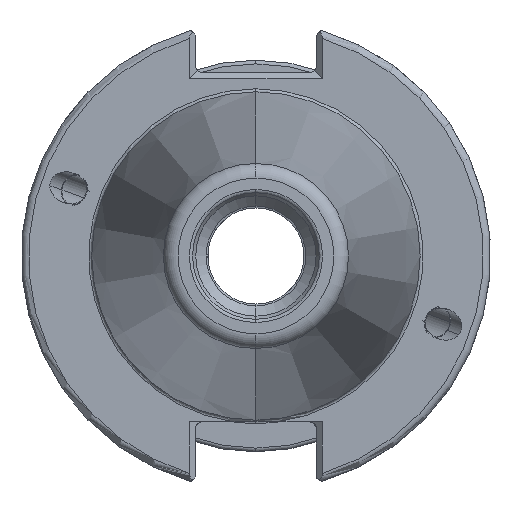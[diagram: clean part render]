
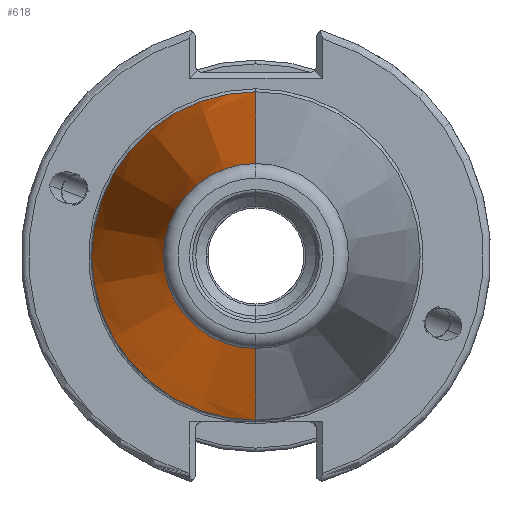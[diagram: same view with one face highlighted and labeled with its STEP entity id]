
A CAD part, left-side view. The second image highlights one B-rep face of the part: STEP entity #618.
In plain terms, the highlighted conical face has half-angle 8.297 degrees and reference radius 22.225 mm.
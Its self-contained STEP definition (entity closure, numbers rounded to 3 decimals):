
#5 = DIRECTION ( 'NONE',  ( 1., 0., 0. ) ) ;
#34 = CARTESIAN_POINT ( 'NONE',  ( -160., 0., 0. ) ) ;
#122 = CONICAL_SURFACE ( 'NONE', #2308, 22.225, 0.145 ) ;
#141 = FACE_OUTER_BOUND ( 'NONE', #1607, .T. ) ;
#618 = ADVANCED_FACE ( 'NONE', ( #141 ), #122, .T. ) ;
#964 = VERTEX_POINT ( 'NONE', #1141 ) ;
#1141 = CARTESIAN_POINT ( 'NONE',  ( -226.539, 0., 12.522 ) ) ;
#1607 = EDGE_LOOP ( 'NONE', ( #1730, #1738, #1747, #1750 ) ) ;
#1730 = ORIENTED_EDGE ( 'NONE', *, *, #5143, .F. ) ;
#1738 = ORIENTED_EDGE ( 'NONE', *, *, #1905, .T. ) ;
#1747 = ORIENTED_EDGE ( 'NONE', *, *, #5184, .T. ) ;
#1750 = ORIENTED_EDGE ( 'NONE', *, *, #1908, .F. ) ;
#1905 = EDGE_CURVE ( 'NONE', #964, #3414, #5224, .T. ) ;
#1908 = EDGE_CURVE ( 'NONE', #2272, #1997, #5567, .T. ) ;
#1943 = CARTESIAN_POINT ( 'NONE',  ( -160., 0., 22.225 ) ) ;
#1997 = VERTEX_POINT ( 'NONE', #2933 ) ;
#2272 = VERTEX_POINT ( 'NONE', #5739 ) ;
#2308 = AXIS2_PLACEMENT_3D ( 'NONE', #34, #5, #5474 ) ;
#2933 = CARTESIAN_POINT ( 'NONE',  ( -160., 0., -22.225 ) ) ;
#3113 = AXIS2_PLACEMENT_3D ( 'NONE', #4602, #4363, #4344 ) ;
#3414 = VERTEX_POINT ( 'NONE', #1943 ) ;
#3458 = DIRECTION ( 'NONE',  ( 0., 0., 1. ) ) ;
#3478 = DIRECTION ( 'NONE',  ( -1., 0., 0. ) ) ;
#3494 = CARTESIAN_POINT ( 'NONE',  ( -160., 0., 0. ) ) ;
#3626 = AXIS2_PLACEMENT_3D ( 'NONE', #3494, #3478, #3458 ) ;
#3822 = DIRECTION ( 'NONE',  ( 0.99, 0., -0.144 ) ) ;
#3934 = CARTESIAN_POINT ( 'NONE',  ( -160., 0., 22.225 ) ) ;
#4341 = DIRECTION ( 'NONE',  ( 0.99, 0., 0.144 ) ) ;
#4344 = DIRECTION ( 'NONE',  ( 0., 0., 1. ) ) ;
#4363 = DIRECTION ( 'NONE',  ( -1., 0., 0. ) ) ;
#4429 = CARTESIAN_POINT ( 'NONE',  ( -160., 0., -22.225 ) ) ;
#4526 = CIRCLE ( 'NONE', #3626, 22.225 ) ;
#4566 = CIRCLE ( 'NONE', #3113, 12.522 ) ;
#4602 = CARTESIAN_POINT ( 'NONE',  ( -226.539, 0., 0. ) ) ;
#5127 = VECTOR ( 'NONE', #3822, 1000. ) ;
#5143 = EDGE_CURVE ( 'NONE', #964, #2272, #4566, .T. ) ;
#5170 = VECTOR ( 'NONE', #4341, 1000. ) ;
#5184 = EDGE_CURVE ( 'NONE', #3414, #1997, #4526, .T. ) ;
#5224 = LINE ( 'NONE', #3934, #5170 ) ;
#5474 = DIRECTION ( 'NONE',  ( 0., 0., -1. ) ) ;
#5567 = LINE ( 'NONE', #4429, #5127 ) ;
#5739 = CARTESIAN_POINT ( 'NONE',  ( -226.539, 0., -12.522 ) ) ;
